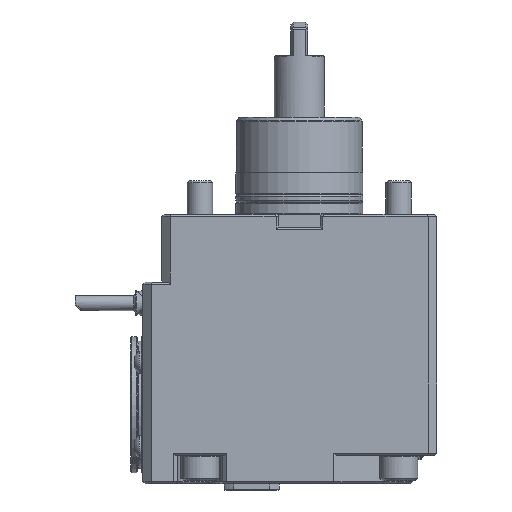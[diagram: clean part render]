
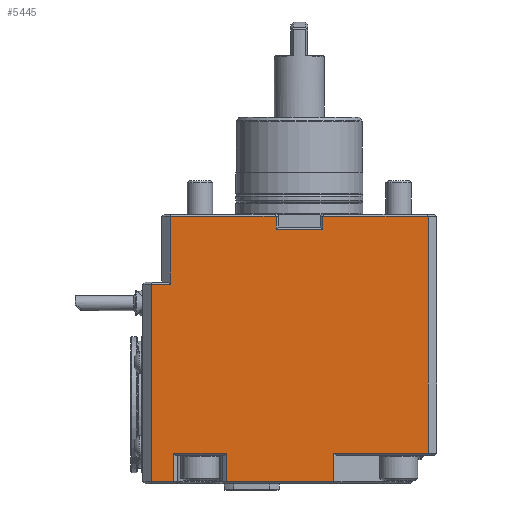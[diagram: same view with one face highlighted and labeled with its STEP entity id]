
A CAD part, front view. The second image highlights one B-rep face of the part: STEP entity #5445.
In plain terms, the highlighted planar face has unit normal (0, -1, 0).
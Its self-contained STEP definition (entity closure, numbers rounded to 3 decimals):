
#320=LINE('',#9142,#775);
#321=LINE('',#9144,#776);
#322=LINE('',#9146,#777);
#323=LINE('',#9148,#778);
#325=LINE('',#9152,#780);
#327=LINE('',#9156,#782);
#328=LINE('',#9158,#783);
#329=LINE('',#9160,#784);
#330=LINE('',#9162,#785);
#355=LINE('',#9215,#810);
#359=LINE('',#9229,#814);
#373=LINE('',#9260,#828);
#374=LINE('',#9262,#829);
#375=LINE('',#9264,#830);
#376=LINE('',#9266,#831);
#377=LINE('',#9268,#832);
#775=VECTOR('',#7170,1000.);
#776=VECTOR('',#7173,1000.);
#777=VECTOR('',#7176,1000.);
#778=VECTOR('',#7179,1000.);
#780=VECTOR('',#7183,1000.);
#782=VECTOR('',#7187,1000.);
#783=VECTOR('',#7190,1000.);
#784=VECTOR('',#7193,1000.);
#785=VECTOR('',#7196,1000.);
#810=VECTOR('',#7249,1000.);
#814=VECTOR('',#7265,1000.);
#828=VECTOR('',#7291,1000.);
#829=VECTOR('',#7292,1000.);
#830=VECTOR('',#7293,1000.);
#831=VECTOR('',#7294,1000.);
#832=VECTOR('',#7295,1000.);
#2139=ORIENTED_EDGE('',*,*,#3134,.T.);
#2140=ORIENTED_EDGE('',*,*,#3102,.T.);
#2141=ORIENTED_EDGE('',*,*,#3101,.T.);
#2142=ORIENTED_EDGE('',*,*,#3100,.T.);
#2143=ORIENTED_EDGE('',*,*,#3099,.F.);
#2144=ORIENTED_EDGE('',*,*,#3097,.T.);
#2145=ORIENTED_EDGE('',*,*,#3095,.T.);
#2146=ORIENTED_EDGE('',*,*,#3094,.T.);
#2147=ORIENTED_EDGE('',*,*,#3093,.F.);
#2148=ORIENTED_EDGE('',*,*,#3092,.T.);
#2149=ORIENTED_EDGE('',*,*,#3128,.T.);
#2150=ORIENTED_EDGE('',*,*,#3149,.T.);
#2151=ORIENTED_EDGE('',*,*,#3150,.F.);
#2152=ORIENTED_EDGE('',*,*,#3151,.T.);
#2153=ORIENTED_EDGE('',*,*,#3152,.T.);
#2154=ORIENTED_EDGE('',*,*,#3153,.T.);
#3092=EDGE_CURVE('',#3704,#3690,#320,.T.);
#3093=EDGE_CURVE('',#3704,#3651,#321,.T.);
#3094=EDGE_CURVE('',#3654,#3651,#322,.T.);
#3095=EDGE_CURVE('',#3705,#3654,#323,.T.);
#3097=EDGE_CURVE('',#3706,#3705,#325,.T.);
#3099=EDGE_CURVE('',#3706,#3659,#327,.T.);
#3100=EDGE_CURVE('',#3662,#3659,#328,.T.);
#3101=EDGE_CURVE('',#3667,#3662,#329,.T.);
#3102=EDGE_CURVE('',#3707,#3667,#330,.T.);
#3128=EDGE_CURVE('',#3690,#3720,#355,.T.);
#3134=EDGE_CURVE('',#3725,#3707,#359,.T.);
#3149=EDGE_CURVE('',#3720,#3736,#373,.T.);
#3150=EDGE_CURVE('',#3737,#3736,#374,.T.);
#3151=EDGE_CURVE('',#3737,#3738,#375,.T.);
#3152=EDGE_CURVE('',#3738,#3739,#376,.T.);
#3153=EDGE_CURVE('',#3739,#3725,#377,.T.);
#3651=VERTEX_POINT('',#8964);
#3654=VERTEX_POINT('',#8971);
#3659=VERTEX_POINT('',#8990);
#3662=VERTEX_POINT('',#8997);
#3667=VERTEX_POINT('',#9011);
#3690=VERTEX_POINT('',#9088);
#3704=VERTEX_POINT('',#9141);
#3705=VERTEX_POINT('',#9149);
#3706=VERTEX_POINT('',#9153);
#3707=VERTEX_POINT('',#9163);
#3720=VERTEX_POINT('',#9214);
#3725=VERTEX_POINT('',#9230);
#3736=VERTEX_POINT('',#9261);
#3737=VERTEX_POINT('',#9263);
#3738=VERTEX_POINT('',#9265);
#3739=VERTEX_POINT('',#9267);
#4409=EDGE_LOOP('',(#2139,#2140,#2141,#2142,#2143,#2144,#2145,#2146,#2147,
#2148,#2149,#2150,#2151,#2152,#2153,#2154));
#4866=FACE_BOUND('',#4409,.T.);
#5111=PLANE('',#6000);
#5445=ADVANCED_FACE('',(#4866),#5111,.F.);
#6000=AXIS2_PLACEMENT_3D('',#9259,#7289,#7290);
#7170=DIRECTION('',(1.,0.,0.));
#7173=DIRECTION('',(0.,0.,-1.));
#7176=DIRECTION('',(1.,0.,0.));
#7179=DIRECTION('',(0.,0.,-1.));
#7183=DIRECTION('',(1.,0.,0.));
#7187=DIRECTION('',(0.,0.,-1.));
#7190=DIRECTION('',(1.,0.,0.));
#7193=DIRECTION('',(0.,0.,-1.));
#7196=DIRECTION('',(-1.,0.,0.));
#7249=DIRECTION('',(0.,0.,1.));
#7265=DIRECTION('',(0.,0.,-1.));
#7289=DIRECTION('',(0.,1.,0.));
#7290=DIRECTION('',(-1.,0.,0.));
#7291=DIRECTION('',(-1.,0.,0.));
#7292=DIRECTION('',(0.,0.,1.));
#7293=DIRECTION('',(-1.,0.,0.));
#7294=DIRECTION('',(0.,0.,1.));
#7295=DIRECTION('',(-1.,0.,0.));
#8964=CARTESIAN_POINT('',(16.364,-54.,-126.5));
#8971=CARTESIAN_POINT('',(-34.5,-54.,-126.5));
#8990=CARTESIAN_POINT('',(-59.5,-54.,-126.5));
#8997=CARTESIAN_POINT('',(-70.,-54.,-126.5));
#9011=CARTESIAN_POINT('',(-70.,-54.,-33.));
#9088=CARTESIAN_POINT('',(61.,-54.,-113.));
#9141=CARTESIAN_POINT('',(16.364,-54.,-113.));
#9142=CARTESIAN_POINT('',(0.,-54.,-113.));
#9144=CARTESIAN_POINT('',(16.364,-54.,-114.));
#9146=CARTESIAN_POINT('',(0.,-54.,-126.5));
#9148=CARTESIAN_POINT('',(-34.5,-54.,-114.));
#9149=CARTESIAN_POINT('',(-34.5,-54.,-113.));
#9152=CARTESIAN_POINT('',(-34.5,-54.,-113.));
#9153=CARTESIAN_POINT('',(-59.5,-54.,-113.));
#9156=CARTESIAN_POINT('',(-59.5,-54.,-114.));
#9158=CARTESIAN_POINT('',(0.,-54.,-126.5));
#9160=CARTESIAN_POINT('',(-70.,-54.,0.));
#9162=CARTESIAN_POINT('',(0.,-54.,-33.));
#9163=CARTESIAN_POINT('',(-61.,-54.,-33.));
#9214=CARTESIAN_POINT('',(61.,-54.,-1.));
#9215=CARTESIAN_POINT('',(61.,-54.,0.));
#9229=CARTESIAN_POINT('',(-61.,-54.,0.));
#9230=CARTESIAN_POINT('',(-61.,-54.,-1.));
#9259=CARTESIAN_POINT('',(0.,-54.,0.));
#9260=CARTESIAN_POINT('',(0.,-54.,-1.));
#9261=CARTESIAN_POINT('',(11.,-54.,-1.));
#9262=CARTESIAN_POINT('',(11.,-54.,-6.));
#9263=CARTESIAN_POINT('',(11.,-54.,-7.));
#9264=CARTESIAN_POINT('',(-11.,-54.,-7.));
#9265=CARTESIAN_POINT('',(-11.,-54.,-7.));
#9266=CARTESIAN_POINT('',(-11.,-54.,-6.));
#9267=CARTESIAN_POINT('',(-11.,-54.,-1.));
#9268=CARTESIAN_POINT('',(0.,-54.,-1.));
